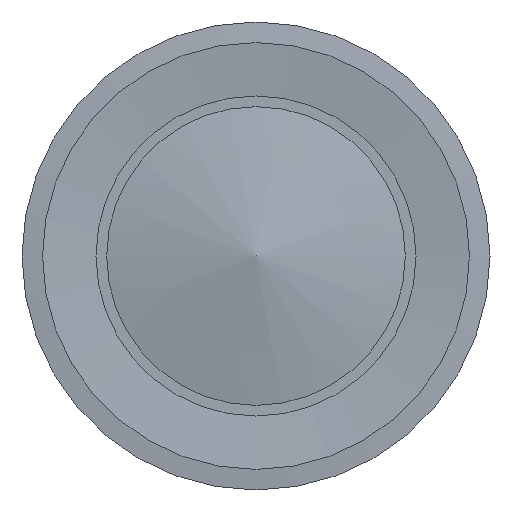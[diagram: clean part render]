
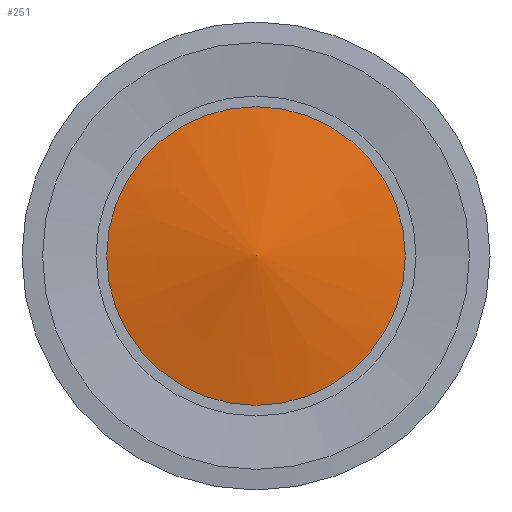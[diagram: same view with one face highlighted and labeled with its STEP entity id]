
A CAD part, top view. The second image highlights one B-rep face of the part: STEP entity #251.
In plain terms, the highlighted conical face has half-angle 80 degrees and reference radius 0 mm.
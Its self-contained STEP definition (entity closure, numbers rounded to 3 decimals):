
#251 = ADVANCED_FACE('',(#252),#266,.T.);
#252 = FACE_BOUND('',#253,.F.);
#253 = EDGE_LOOP('',(#254,#284,#311));
#254 = ORIENTED_EDGE('',*,*,#255,.T.);
#255 = EDGE_CURVE('',#256,#258,#260,.T.);
#256 = VERTEX_POINT('',#257);
#257 = CARTESIAN_POINT('',(0.,0.,26.));
#258 = VERTEX_POINT('',#259);
#259 = CARTESIAN_POINT('',(104.919,0.,7.5));
#260 = SEAM_CURVE('',#261,(#265,#277),.PCURVE_S1.);
#261 = LINE('',#262,#263);
#262 = CARTESIAN_POINT('',(0.,0.,26.));
#263 = VECTOR('',#264,1.);
#264 = DIRECTION('',(0.985,0.,-0.174));
#265 = PCURVE('',#266,#271);
#266 = CONICAL_SURFACE('',#267,0.,1.396);
#267 = AXIS2_PLACEMENT_3D('',#268,#269,#270);
#268 = CARTESIAN_POINT('',(0.,0.,26.));
#269 = DIRECTION('',(-0.,-0.,-1.));
#270 = DIRECTION('',(1.,0.,-0.));
#271 = DEFINITIONAL_REPRESENTATION('',(#272),#276);
#272 = LINE('',#273,#274);
#273 = CARTESIAN_POINT('',(-0.,0.));
#274 = VECTOR('',#275,1.);
#275 = DIRECTION('',(-0.,1.));
#276 = ( GEOMETRIC_REPRESENTATION_CONTEXT(2) 
PARAMETRIC_REPRESENTATION_CONTEXT() REPRESENTATION_CONTEXT('2D SPACE',''
  ) );
#277 = PCURVE('',#266,#278);
#278 = DEFINITIONAL_REPRESENTATION('',(#279),#283);
#279 = LINE('',#280,#281);
#280 = CARTESIAN_POINT('',(-6.283,0.));
#281 = VECTOR('',#282,1.);
#282 = DIRECTION('',(-0.,1.));
#283 = ( GEOMETRIC_REPRESENTATION_CONTEXT(2) 
PARAMETRIC_REPRESENTATION_CONTEXT() REPRESENTATION_CONTEXT('2D SPACE',''
  ) );
#284 = ORIENTED_EDGE('',*,*,#285,.F.);
#285 = EDGE_CURVE('',#258,#258,#286,.T.);
#286 = SURFACE_CURVE('',#287,(#292,#299),.PCURVE_S1.);
#287 = CIRCLE('',#288,104.919);
#288 = AXIS2_PLACEMENT_3D('',#289,#290,#291);
#289 = CARTESIAN_POINT('',(0.,0.,7.5));
#290 = DIRECTION('',(0.,0.,1.));
#291 = DIRECTION('',(1.,0.,-0.));
#292 = PCURVE('',#266,#293);
#293 = DEFINITIONAL_REPRESENTATION('',(#294),#298);
#294 = LINE('',#295,#296);
#295 = CARTESIAN_POINT('',(-0.,18.5));
#296 = VECTOR('',#297,1.);
#297 = DIRECTION('',(-1.,0.));
#298 = ( GEOMETRIC_REPRESENTATION_CONTEXT(2) 
PARAMETRIC_REPRESENTATION_CONTEXT() REPRESENTATION_CONTEXT('2D SPACE',''
  ) );
#299 = PCURVE('',#300,#305);
#300 = PLANE('',#301);
#301 = AXIS2_PLACEMENT_3D('',#302,#303,#304);
#302 = CARTESIAN_POINT('',(0.,0.,7.5));
#303 = DIRECTION('',(0.,0.,1.));
#304 = DIRECTION('',(1.,0.,-0.));
#305 = DEFINITIONAL_REPRESENTATION('',(#306),#310);
#306 = CIRCLE('',#307,104.919);
#307 = AXIS2_PLACEMENT_2D('',#308,#309);
#308 = CARTESIAN_POINT('',(0.,0.));
#309 = DIRECTION('',(1.,-0.));
#310 = ( GEOMETRIC_REPRESENTATION_CONTEXT(2) 
PARAMETRIC_REPRESENTATION_CONTEXT() REPRESENTATION_CONTEXT('2D SPACE',''
  ) );
#311 = ORIENTED_EDGE('',*,*,#255,.F.);
